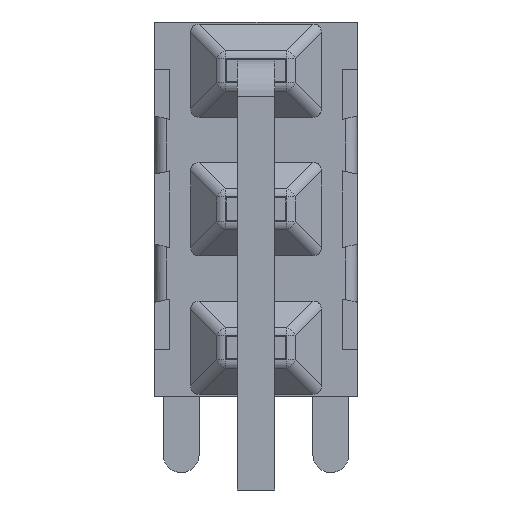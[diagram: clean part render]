
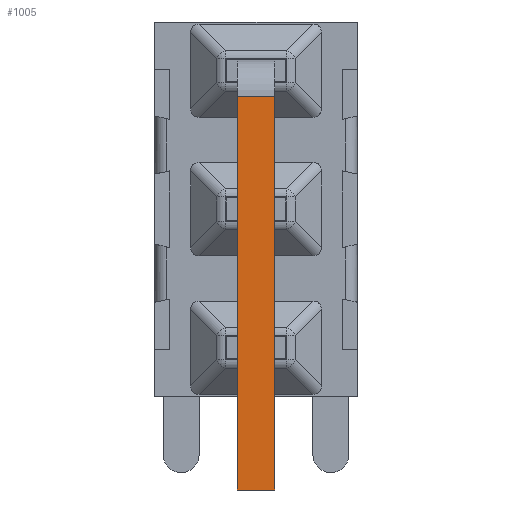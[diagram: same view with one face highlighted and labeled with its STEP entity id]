
A CAD part, front view. The second image highlights one B-rep face of the part: STEP entity #1005.
In plain terms, the highlighted face is planar.
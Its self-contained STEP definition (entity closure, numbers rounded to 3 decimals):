
#93 = LINE ( 'NONE', #2259, #1271 ) ;
#396 = VECTOR ( 'NONE', #2925, 1000. ) ;
#1005 = ADVANCED_FACE ( 'NONE', ( #5644 ), #2949, .T. ) ;
#1018 = EDGE_LOOP ( 'NONE', ( #1978, #3992, #4189, #5246 ) ) ;
#1132 = CARTESIAN_POINT ( 'NONE',  ( 4.19, -3.18, 0.635 ) ) ;
#1271 = VECTOR ( 'NONE', #6596, 1000. ) ;
#1479 = DIRECTION ( 'NONE',  ( 1., 0., 0. ) ) ;
#1608 = CARTESIAN_POINT ( 'NONE',  ( 4.19, -3.18, 0.635 ) ) ;
#1639 = EDGE_CURVE ( 'NONE', #3782, #3175, #2749, .T. ) ;
#1660 = EDGE_CURVE ( 'NONE', #3782, #2280, #4483, .T. ) ;
#1702 = LINE ( 'NONE', #1132, #3851 ) ;
#1978 = ORIENTED_EDGE ( 'NONE', *, *, #3578, .F. ) ;
#2259 = CARTESIAN_POINT ( 'NONE',  ( 4.19, 6.727, -0.635 ) ) ;
#2280 = VERTEX_POINT ( 'NONE', #3234 ) ;
#2749 = LINE ( 'NONE', #4621, #396 ) ;
#2793 = VECTOR ( 'NONE', #6758, 1000. ) ;
#2925 = DIRECTION ( 'NONE',  ( 0., -1., 0. ) ) ;
#2949 = PLANE ( 'NONE',  #4055 ) ;
#3175 = VERTEX_POINT ( 'NONE', #1608 ) ;
#3234 = CARTESIAN_POINT ( 'NONE',  ( 4.19, 10.17, -0.635 ) ) ;
#3550 = CARTESIAN_POINT ( 'NONE',  ( 4.19, 10.17, 0.635 ) ) ;
#3578 = EDGE_CURVE ( 'NONE', #6777, #3175, #1702, .T. ) ;
#3782 = VERTEX_POINT ( 'NONE', #3550 ) ;
#3851 = VECTOR ( 'NONE', #4469, 1000. ) ;
#3984 = CARTESIAN_POINT ( 'NONE',  ( 4.19, 10.17, 0.825 ) ) ;
#3992 = ORIENTED_EDGE ( 'NONE', *, *, #5150, .F. ) ;
#4055 = AXIS2_PLACEMENT_3D ( 'NONE', #5110, #1479, #4641 ) ;
#4189 = ORIENTED_EDGE ( 'NONE', *, *, #1660, .F. ) ;
#4422 = CARTESIAN_POINT ( 'NONE',  ( 4.19, -3.18, -0.635 ) ) ;
#4469 = DIRECTION ( 'NONE',  ( 0., 0., 1. ) ) ;
#4483 = LINE ( 'NONE', #3984, #2793 ) ;
#4621 = CARTESIAN_POINT ( 'NONE',  ( 4.19, 6.727, 0.635 ) ) ;
#4641 = DIRECTION ( 'NONE',  ( 0., 1., 0. ) ) ;
#5110 = CARTESIAN_POINT ( 'NONE',  ( 4.19, -3.18, 0.635 ) ) ;
#5150 = EDGE_CURVE ( 'NONE', #2280, #6777, #93, .T. ) ;
#5246 = ORIENTED_EDGE ( 'NONE', *, *, #1639, .T. ) ;
#5644 = FACE_OUTER_BOUND ( 'NONE', #1018, .T. ) ;
#6596 = DIRECTION ( 'NONE',  ( 0., -1., 0. ) ) ;
#6758 = DIRECTION ( 'NONE',  ( 0., 0., -1. ) ) ;
#6777 = VERTEX_POINT ( 'NONE', #4422 ) ;
